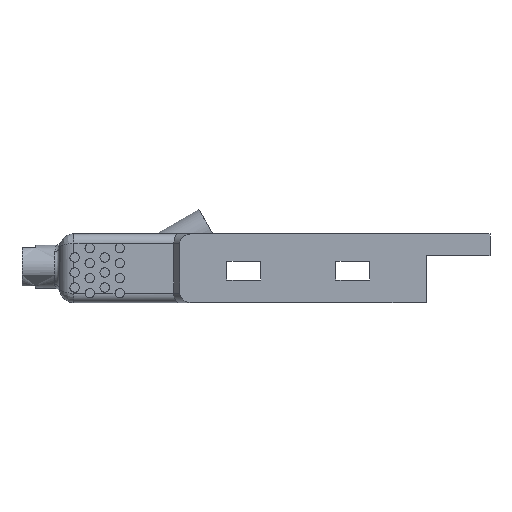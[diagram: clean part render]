
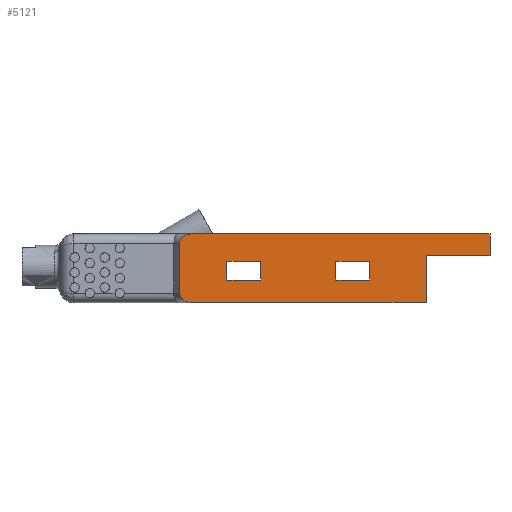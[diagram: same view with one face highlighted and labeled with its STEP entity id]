
A CAD part, front view. The second image highlights one B-rep face of the part: STEP entity #5121.
In plain terms, the highlighted planar face has unit normal (0, -1, 0).
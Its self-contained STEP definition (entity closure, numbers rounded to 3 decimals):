
#120=FACE_BOUND('',#1696,.T.);
#121=FACE_BOUND('',#1697,.T.);
#146=ELLIPSE('',#5535,0.614,0.5);
#147=ELLIPSE('',#5538,0.614,0.5);
#262=PLANE('',#5537);
#464=LINE('',#8734,#832);
#508=LINE('',#9276,#876);
#541=LINE('',#9474,#909);
#542=LINE('',#9477,#910);
#543=LINE('',#9479,#911);
#544=LINE('',#9480,#912);
#545=LINE('',#9483,#913);
#546=LINE('',#9485,#914);
#547=LINE('',#9487,#915);
#548=LINE('',#9488,#916);
#549=LINE('',#9491,#917);
#550=LINE('',#9493,#918);
#551=LINE('',#9495,#919);
#552=LINE('',#9496,#920);
#832=VECTOR('',#6047,10.);
#876=VECTOR('',#6227,10.);
#909=VECTOR('',#6398,10.);
#910=VECTOR('',#6401,10.);
#911=VECTOR('',#6402,10.);
#912=VECTOR('',#6403,10.);
#913=VECTOR('',#6404,10.);
#914=VECTOR('',#6405,10.);
#915=VECTOR('',#6406,10.);
#916=VECTOR('',#6407,10.);
#917=VECTOR('',#6408,10.);
#918=VECTOR('',#6409,10.);
#919=VECTOR('',#6410,10.);
#920=VECTOR('',#6411,10.);
#1333=FACE_OUTER_BOUND('',#1695,.T.);
#1695=EDGE_LOOP('',(#4224,#4225,#4226,#4227,#4228,#4229,#4230,#4231));
#1696=EDGE_LOOP('',(#4232,#4233,#4234,#4235));
#1697=EDGE_LOOP('',(#4236,#4237,#4238,#4239));
#2416=VERTEX_POINT('',#8731);
#2417=VERTEX_POINT('',#8733);
#2509=VERTEX_POINT('',#9273);
#2510=VERTEX_POINT('',#9275);
#2569=VERTEX_POINT('',#9468);
#2570=VERTEX_POINT('',#9473);
#2571=VERTEX_POINT('',#9476);
#2572=VERTEX_POINT('',#9478);
#2573=VERTEX_POINT('',#9481);
#2574=VERTEX_POINT('',#9482);
#2575=VERTEX_POINT('',#9484);
#2576=VERTEX_POINT('',#9486);
#2577=VERTEX_POINT('',#9489);
#2578=VERTEX_POINT('',#9490);
#2579=VERTEX_POINT('',#9492);
#2580=VERTEX_POINT('',#9494);
#2977=EDGE_CURVE('',#2416,#2417,#464,.T.);
#3097=EDGE_CURVE('',#2510,#2509,#508,.T.);
#3181=EDGE_CURVE('',#2569,#2416,#146,.T.);
#3182=EDGE_CURVE('',#2570,#2569,#541,.T.);
#3183=EDGE_CURVE('',#2510,#2570,#147,.T.);
#3184=EDGE_CURVE('',#2509,#2571,#542,.T.);
#3185=EDGE_CURVE('',#2571,#2572,#543,.T.);
#3186=EDGE_CURVE('',#2572,#2417,#544,.T.);
#3187=EDGE_CURVE('',#2573,#2574,#545,.T.);
#3188=EDGE_CURVE('',#2574,#2575,#546,.T.);
#3189=EDGE_CURVE('',#2575,#2576,#547,.T.);
#3190=EDGE_CURVE('',#2576,#2573,#548,.T.);
#3191=EDGE_CURVE('',#2577,#2578,#549,.T.);
#3192=EDGE_CURVE('',#2578,#2579,#550,.T.);
#3193=EDGE_CURVE('',#2579,#2580,#551,.T.);
#3194=EDGE_CURVE('',#2580,#2577,#552,.T.);
#4224=ORIENTED_EDGE('',*,*,#3181,.F.);
#4225=ORIENTED_EDGE('',*,*,#3182,.F.);
#4226=ORIENTED_EDGE('',*,*,#3183,.F.);
#4227=ORIENTED_EDGE('',*,*,#3097,.T.);
#4228=ORIENTED_EDGE('',*,*,#3184,.T.);
#4229=ORIENTED_EDGE('',*,*,#3185,.T.);
#4230=ORIENTED_EDGE('',*,*,#3186,.T.);
#4231=ORIENTED_EDGE('',*,*,#2977,.F.);
#4232=ORIENTED_EDGE('',*,*,#3187,.T.);
#4233=ORIENTED_EDGE('',*,*,#3188,.T.);
#4234=ORIENTED_EDGE('',*,*,#3189,.T.);
#4235=ORIENTED_EDGE('',*,*,#3190,.T.);
#4236=ORIENTED_EDGE('',*,*,#3191,.T.);
#4237=ORIENTED_EDGE('',*,*,#3192,.T.);
#4238=ORIENTED_EDGE('',*,*,#3193,.T.);
#4239=ORIENTED_EDGE('',*,*,#3194,.T.);
#5121=ADVANCED_FACE('',(#1333,#120,#121),#262,.T.);
#5535=AXIS2_PLACEMENT_3D('',#9470,#6392,#6393);
#5537=AXIS2_PLACEMENT_3D('',#9472,#6396,#6397);
#5538=AXIS2_PLACEMENT_3D('',#9475,#6399,#6400);
#6047=DIRECTION('',(1.,0.,0.));
#6227=DIRECTION('',(1.,0.,0.));
#6392=DIRECTION('center_axis',(0.,1.,0.));
#6393=DIRECTION('ref_axis',(-1.,0.,0.));
#6396=DIRECTION('center_axis',(0.,-1.,0.));
#6397=DIRECTION('ref_axis',(0.,0.,1.));
#6398=DIRECTION('',(0.,0.,1.));
#6399=DIRECTION('center_axis',(0.,1.,0.));
#6400=DIRECTION('ref_axis',(-1.,0.,0.));
#6401=DIRECTION('',(0.,0.,1.));
#6402=DIRECTION('',(1.,0.,0.));
#6403=DIRECTION('',(0.,0.,1.));
#6404=DIRECTION('',(0.,0.,1.));
#6405=DIRECTION('',(1.,0.,0.));
#6406=DIRECTION('',(0.,0.,-1.));
#6407=DIRECTION('',(-1.,0.,0.));
#6408=DIRECTION('',(0.,0.,1.));
#6409=DIRECTION('',(1.,0.,0.));
#6410=DIRECTION('',(0.,0.,-1.));
#6411=DIRECTION('',(-1.,0.,0.));
#8731=CARTESIAN_POINT('',(-15.886,-0.387,-0.085));
#8733=CARTESIAN_POINT('',(0.,-0.387,-0.085));
#8734=CARTESIAN_POINT('',(-7.5,-0.387,-0.085));
#9273=CARTESIAN_POINT('',(-3.4,-0.387,-3.735));
#9275=CARTESIAN_POINT('',(-15.886,-0.387,-3.735));
#9276=CARTESIAN_POINT('',(-15.,-0.387,-3.735));
#9468=CARTESIAN_POINT('',(-16.5,-0.387,-0.585));
#9470=CARTESIAN_POINT('Origin',(-15.886,-0.387,-0.585));
#9472=CARTESIAN_POINT('Origin',(-15.,-0.387,-3.735));
#9473=CARTESIAN_POINT('',(-16.5,-0.387,-3.235));
#9474=CARTESIAN_POINT('',(-16.5,-0.387,-0.335));
#9475=CARTESIAN_POINT('Origin',(-15.886,-0.387,-3.235));
#9476=CARTESIAN_POINT('',(-3.4,-0.387,-1.235));
#9477=CARTESIAN_POINT('',(-3.4,-0.387,-2.485));
#9478=CARTESIAN_POINT('',(0.,-0.387,-1.235));
#9479=CARTESIAN_POINT('',(-5.892,-0.387,-1.235));
#9480=CARTESIAN_POINT('',(0.,-0.387,-1.185));
#9481=CARTESIAN_POINT('',(-8.2,-0.387,-2.535));
#9482=CARTESIAN_POINT('',(-8.2,-0.387,-1.535));
#9483=CARTESIAN_POINT('',(-8.2,-0.387,-2.635));
#9484=CARTESIAN_POINT('',(-6.4,-0.387,-1.535));
#9485=CARTESIAN_POINT('',(-10.7,-0.387,-1.535));
#9486=CARTESIAN_POINT('',(-6.4,-0.387,-2.535));
#9487=CARTESIAN_POINT('',(-6.4,-0.387,-3.135));
#9488=CARTESIAN_POINT('',(-11.6,-0.387,-2.535));
#9489=CARTESIAN_POINT('',(-14.,-0.387,-2.535));
#9490=CARTESIAN_POINT('',(-14.,-0.387,-1.535));
#9491=CARTESIAN_POINT('',(-14.,-0.387,-2.635));
#9492=CARTESIAN_POINT('',(-12.2,-0.387,-1.535));
#9493=CARTESIAN_POINT('',(-13.6,-0.387,-1.535));
#9494=CARTESIAN_POINT('',(-12.2,-0.387,-2.535));
#9495=CARTESIAN_POINT('',(-12.2,-0.387,-3.135));
#9496=CARTESIAN_POINT('',(-14.5,-0.387,-2.535));
